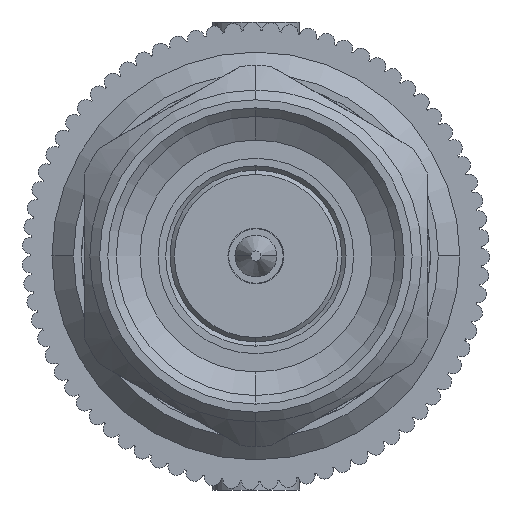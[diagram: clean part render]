
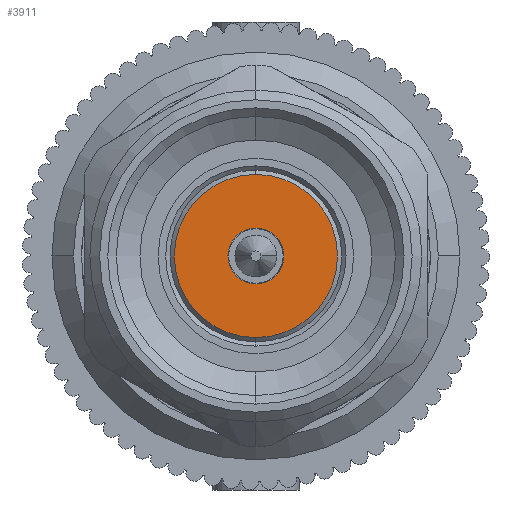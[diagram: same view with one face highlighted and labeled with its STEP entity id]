
A CAD part, left-side view. The second image highlights one B-rep face of the part: STEP entity #3911.
In plain terms, the highlighted face is planar.
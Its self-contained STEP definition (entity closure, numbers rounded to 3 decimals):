
#55 = CIRCLE ( 'NONE', #9634, 0.65 ) ;
#277 = CARTESIAN_POINT ( 'NONE',  ( -2.9, 0., -0.65 ) ) ;
#920 = EDGE_LOOP ( 'NONE', ( #4664, #1080 ) ) ;
#1080 = ORIENTED_EDGE ( 'NONE', *, *, #7080, .F. ) ;
#1592 = CARTESIAN_POINT ( 'NONE',  ( -2.9, 0., 0. ) ) ;
#1643 = VERTEX_POINT ( 'NONE', #12688 ) ;
#1884 = AXIS2_PLACEMENT_3D ( 'NONE', #1592, #4639, #6592 ) ;
#1946 = DIRECTION ( 'NONE',  ( 0., 0., 1. ) ) ;
#2339 = DIRECTION ( 'NONE',  ( 0., 0., 1. ) ) ;
#2809 = DIRECTION ( 'NONE',  ( 0., 0., 1. ) ) ;
#3813 = AXIS2_PLACEMENT_3D ( 'NONE', #5709, #6761, #9828 ) ;
#3909 = ORIENTED_EDGE ( 'NONE', *, *, #7767, .T. ) ;
#3911 = ADVANCED_FACE ( 'NONE', ( #11858, #8780 ), #8911, .F. ) ;
#4639 = DIRECTION ( 'NONE',  ( -1., 0., 0. ) ) ;
#4664 = ORIENTED_EDGE ( 'NONE', *, *, #10249, .F. ) ;
#5203 = AXIS2_PLACEMENT_3D ( 'NONE', #7524, #11522, #2339 ) ;
#5709 = CARTESIAN_POINT ( 'NONE',  ( -2.9, 0., 0. ) ) ;
#5771 = DIRECTION ( 'NONE',  ( -1., 0., 0. ) ) ;
#6392 = VERTEX_POINT ( 'NONE', #9107 ) ;
#6592 = DIRECTION ( 'NONE',  ( 0., 0., 1. ) ) ;
#6614 = EDGE_LOOP ( 'NONE', ( #7851, #3909 ) ) ;
#6761 = DIRECTION ( 'NONE',  ( -1., 0., 0. ) ) ;
#7080 = EDGE_CURVE ( 'NONE', #6392, #10574, #12092, .T. ) ;
#7524 = CARTESIAN_POINT ( 'NONE',  ( -2.9, 0., 0. ) ) ;
#7767 = EDGE_CURVE ( 'NONE', #10869, #1643, #10852, .T. ) ;
#7851 = ORIENTED_EDGE ( 'NONE', *, *, #10300, .T. ) ;
#8780 = FACE_BOUND ( 'NONE', #6614, .T. ) ;
#8871 = AXIS2_PLACEMENT_3D ( 'NONE', #11799, #9632, #2809 ) ;
#8911 = PLANE ( 'NONE',  #8871 ) ;
#9107 = CARTESIAN_POINT ( 'NONE',  ( -2.9, 0., -1.9 ) ) ;
#9632 = DIRECTION ( 'NONE',  ( -1., 0., 0. ) ) ;
#9634 = AXIS2_PLACEMENT_3D ( 'NONE', #11795, #5771, #1946 ) ;
#9828 = DIRECTION ( 'NONE',  ( 0., 0., 1. ) ) ;
#10064 = CIRCLE ( 'NONE', #3813, 1.9 ) ;
#10249 = EDGE_CURVE ( 'NONE', #10574, #6392, #10064, .T. ) ;
#10300 = EDGE_CURVE ( 'NONE', #1643, #10869, #55, .T. ) ;
#10574 = VERTEX_POINT ( 'NONE', #12303 ) ;
#10852 = CIRCLE ( 'NONE', #5203, 0.65 ) ;
#10869 = VERTEX_POINT ( 'NONE', #277 ) ;
#11522 = DIRECTION ( 'NONE',  ( -1., 0., 0. ) ) ;
#11795 = CARTESIAN_POINT ( 'NONE',  ( -2.9, 0., 0. ) ) ;
#11799 = CARTESIAN_POINT ( 'NONE',  ( -2.9, 1.9, 0. ) ) ;
#11858 = FACE_OUTER_BOUND ( 'NONE', #920, .T. ) ;
#12092 = CIRCLE ( 'NONE', #1884, 1.9 ) ;
#12303 = CARTESIAN_POINT ( 'NONE',  ( -2.9, 0., 1.9 ) ) ;
#12688 = CARTESIAN_POINT ( 'NONE',  ( -2.9, 0., 0.65 ) ) ;
